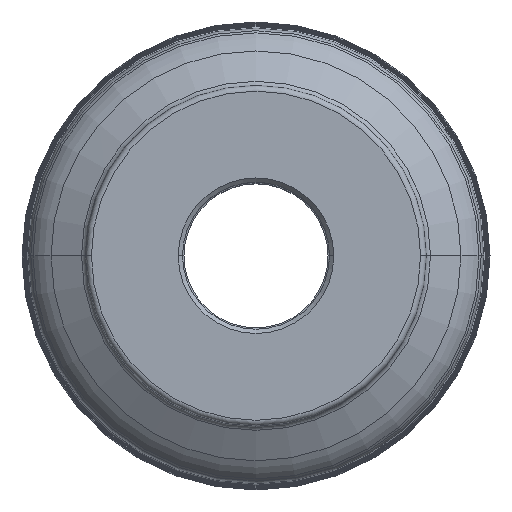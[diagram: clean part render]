
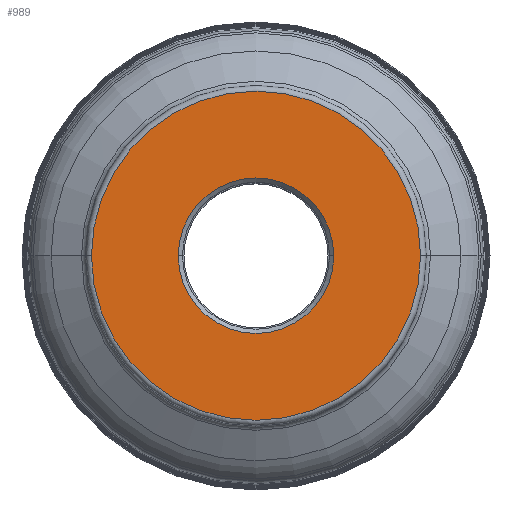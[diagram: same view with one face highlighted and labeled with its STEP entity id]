
A CAD part, top view. The second image highlights one B-rep face of the part: STEP entity #989.
In plain terms, the highlighted planar face has unit normal (0, 0, 1).
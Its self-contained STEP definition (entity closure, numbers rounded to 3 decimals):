
#58=PLANE('',#10151);
#72=FACE_BOUND('',#2193,.T.);
#73=FACE_BOUND('',#2194,.T.);
#989=ADVANCED_FACE('',(#72,#73),#58,.F.);
#2193=EDGE_LOOP('',(#4218,#4219,#4220,#4221));
#2194=EDGE_LOOP('',(#4222,#4223,#4224,#4225));
#4218=ORIENTED_EDGE('',*,*,#5978,.T.);
#4219=ORIENTED_EDGE('',*,*,#5979,.T.);
#4220=ORIENTED_EDGE('',*,*,#5980,.F.);
#4221=ORIENTED_EDGE('',*,*,#5981,.F.);
#4222=ORIENTED_EDGE('',*,*,#5976,.T.);
#4223=ORIENTED_EDGE('',*,*,#5974,.T.);
#4224=ORIENTED_EDGE('',*,*,#5973,.T.);
#4225=ORIENTED_EDGE('',*,*,#5977,.T.);
#4916=VERTEX_POINT('',#17889);
#4917=VERTEX_POINT('',#17891);
#4918=VERTEX_POINT('',#17893);
#4919=VERTEX_POINT('',#17897);
#4920=VERTEX_POINT('',#17901);
#4921=VERTEX_POINT('',#17902);
#4922=VERTEX_POINT('',#17904);
#4923=VERTEX_POINT('',#17906);
#5973=EDGE_CURVE('',#4917,#4916,#7134,.T.);
#5974=EDGE_CURVE('',#4918,#4917,#7135,.T.);
#5976=EDGE_CURVE('',#4919,#4918,#7136,.T.);
#5977=EDGE_CURVE('',#4916,#4919,#7137,.T.);
#5978=EDGE_CURVE('',#4920,#4921,#7138,.T.);
#5979=EDGE_CURVE('',#4921,#4922,#7139,.T.);
#5980=EDGE_CURVE('',#4923,#4922,#7140,.T.);
#5981=EDGE_CURVE('',#4920,#4923,#7141,.T.);
#7134=CIRCLE('',#10141,27.4);
#7135=CIRCLE('',#10142,27.4);
#7136=CIRCLE('',#10144,27.4);
#7137=CIRCLE('',#10145,27.4);
#7138=CIRCLE('',#10147,58.);
#7139=CIRCLE('',#10148,58.);
#7140=CIRCLE('',#10149,58.);
#7141=CIRCLE('',#10150,58.);
#10141=AXIS2_PLACEMENT_3D('',#17890,#13002,#13003);
#10142=AXIS2_PLACEMENT_3D('',#17892,#13004,#13005);
#10144=AXIS2_PLACEMENT_3D('',#17896,#13009,#13010);
#10145=AXIS2_PLACEMENT_3D('',#17898,#13011,#13012);
#10147=AXIS2_PLACEMENT_3D('',#17900,#13015,#13016);
#10148=AXIS2_PLACEMENT_3D('',#17903,#13017,#13018);
#10149=AXIS2_PLACEMENT_3D('',#17905,#13019,#13020);
#10150=AXIS2_PLACEMENT_3D('',#17907,#13021,#13022);
#10151=AXIS2_PLACEMENT_3D('',#17908,#13023,#13024);
#13002=DIRECTION('',(0.,0.,-1.));
#13003=DIRECTION('',(0.,1.,0.));
#13004=DIRECTION('',(0.,0.,-1.));
#13005=DIRECTION('',(-1.,0.,0.));
#13009=DIRECTION('',(0.,0.,-1.));
#13010=DIRECTION('',(0.,-1.,0.));
#13011=DIRECTION('',(0.,0.,-1.));
#13012=DIRECTION('',(1.,0.,0.));
#13015=DIRECTION('',(0.,0.,1.));
#13016=DIRECTION('',(1.,0.,0.));
#13017=DIRECTION('',(0.,0.,1.));
#13018=DIRECTION('',(-1.,0.,0.));
#13019=DIRECTION('',(0.,0.,-1.));
#13020=DIRECTION('',(-1.,0.,0.));
#13021=DIRECTION('',(0.,0.,-1.));
#13022=DIRECTION('',(1.,0.,0.));
#13023=DIRECTION('',(0.,0.,-1.));
#13024=DIRECTION('',(1.,0.,0.));
#17889=CARTESIAN_POINT('',(27.4,0.,0.));
#17890=CARTESIAN_POINT('',(0.,0.,0.));
#17891=CARTESIAN_POINT('',(0.,27.4,0.));
#17892=CARTESIAN_POINT('',(0.,0.,0.));
#17893=CARTESIAN_POINT('',(-27.4,0.,0.));
#17896=CARTESIAN_POINT('',(0.,0.,0.));
#17897=CARTESIAN_POINT('',(0.,-27.4,0.));
#17898=CARTESIAN_POINT('',(0.,0.,0.));
#17900=CARTESIAN_POINT('',(0.,0.,0.));
#17901=CARTESIAN_POINT('',(58.,0.016,0.));
#17902=CARTESIAN_POINT('',(-58.,0.,0.));
#17903=CARTESIAN_POINT('',(0.,0.,0.));
#17904=CARTESIAN_POINT('',(-58.,-0.016,0.));
#17905=CARTESIAN_POINT('',(0.,0.,0.));
#17906=CARTESIAN_POINT('',(58.,0.,0.));
#17907=CARTESIAN_POINT('',(0.,0.,0.));
#17908=CARTESIAN_POINT('',(0.,0.,0.));
